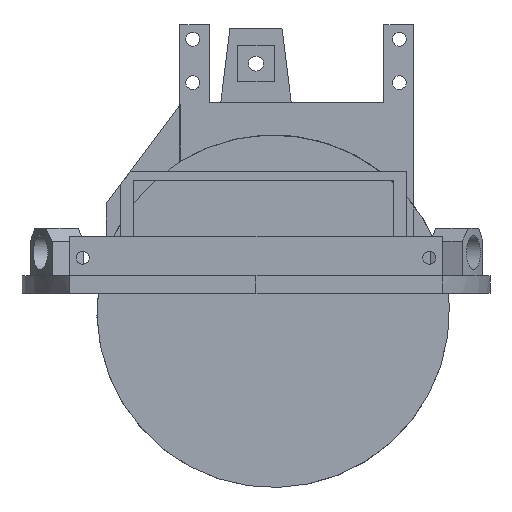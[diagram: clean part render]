
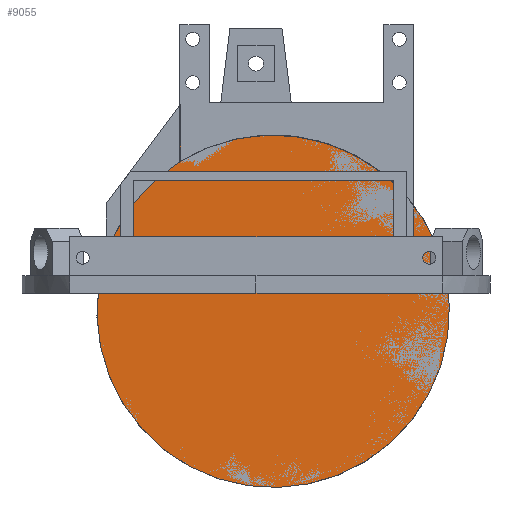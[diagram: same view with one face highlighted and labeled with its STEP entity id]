
A CAD part, front view. The second image highlights one B-rep face of the part: STEP entity #9055.
In plain terms, the highlighted face is planar.
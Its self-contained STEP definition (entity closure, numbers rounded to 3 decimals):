
#6485 = PLANE('',#6486);
#6486 = AXIS2_PLACEMENT_3D('',#6487,#6488,#6489);
#6487 = CARTESIAN_POINT('',(10.,0.,46.4));
#6488 = DIRECTION('',(1.,0.,0.));
#6489 = DIRECTION('',(0.,0.,-1.));
#6934 = CYLINDRICAL_SURFACE('',#6935,40.678);
#6935 = AXIS2_PLACEMENT_3D('',#6936,#6937,#6938);
#6936 = CARTESIAN_POINT('',(10.,-32.438,-19.764));
#6937 = DIRECTION('',(1.,-0.,0.));
#6938 = DIRECTION('',(0.,0.,1.));
#7319 = VERTEX_POINT('',#7320);
#7320 = CARTESIAN_POINT('',(10.,-54.,27.733));
#7341 = EDGE_CURVE('',#7319,#7342,#7344,.T.);
#7342 = VERTEX_POINT('',#7343);
#7343 = CARTESIAN_POINT('',(10.,-53.8,28.));
#7344 = SURFACE_CURVE('',#7345,(#7349,#7356),.PCURVE_S1.);
#7345 = LINE('',#7346,#7347);
#7346 = CARTESIAN_POINT('',(10.,-71.,5.));
#7347 = VECTOR('',#7348,1.);
#7348 = DIRECTION('',(0.,0.599,0.801));
#7349 = PCURVE('',#6485,#7350);
#7350 = DEFINITIONAL_REPRESENTATION('',(#7351),#7355);
#7351 = LINE('',#7352,#7353);
#7352 = CARTESIAN_POINT('',(41.4,-71.));
#7353 = VECTOR('',#7354,1.);
#7354 = DIRECTION('',(-0.801,0.599));
#7355 = ( GEOMETRIC_REPRESENTATION_CONTEXT(2) 
PARAMETRIC_REPRESENTATION_CONTEXT() REPRESENTATION_CONTEXT('2D SPACE',''
  ) );
#7356 = PCURVE('',#7357,#7362);
#7357 = PLANE('',#7358);
#7358 = AXIS2_PLACEMENT_3D('',#7359,#7360,#7361);
#7359 = CARTESIAN_POINT('',(10.,0.,46.4));
#7360 = DIRECTION('',(1.,0.,0.));
#7361 = DIRECTION('',(0.,0.,-1.));
#7362 = DEFINITIONAL_REPRESENTATION('',(#7363),#7367);
#7363 = LINE('',#7364,#7365);
#7364 = CARTESIAN_POINT('',(41.4,-71.));
#7365 = VECTOR('',#7366,1.);
#7366 = DIRECTION('',(-0.801,0.599));
#7367 = ( GEOMETRIC_REPRESENTATION_CONTEXT(2) 
PARAMETRIC_REPRESENTATION_CONTEXT() REPRESENTATION_CONTEXT('2D SPACE',''
  ) );
#7369 = EDGE_CURVE('',#7342,#7370,#7372,.T.);
#7370 = VERTEX_POINT('',#7371);
#7371 = CARTESIAN_POINT('',(10.,-53.8,14.854));
#7372 = SURFACE_CURVE('',#7373,(#7377,#7384),.PCURVE_S1.);
#7373 = LINE('',#7374,#7375);
#7374 = CARTESIAN_POINT('',(10.,-53.8,28.));
#7375 = VECTOR('',#7376,1.);
#7376 = DIRECTION('',(0.,0.,-1.));
#7377 = PCURVE('',#6485,#7378);
#7378 = DEFINITIONAL_REPRESENTATION('',(#7379),#7383);
#7379 = LINE('',#7380,#7381);
#7380 = CARTESIAN_POINT('',(18.4,-53.8));
#7381 = VECTOR('',#7382,1.);
#7382 = DIRECTION('',(1.,0.));
#7383 = ( GEOMETRIC_REPRESENTATION_CONTEXT(2) 
PARAMETRIC_REPRESENTATION_CONTEXT() REPRESENTATION_CONTEXT('2D SPACE',''
  ) );
#7384 = PCURVE('',#7357,#7385);
#7385 = DEFINITIONAL_REPRESENTATION('',(#7386),#7390);
#7386 = LINE('',#7387,#7388);
#7387 = CARTESIAN_POINT('',(18.4,-53.8));
#7388 = VECTOR('',#7389,1.);
#7389 = DIRECTION('',(1.,0.));
#7390 = ( GEOMETRIC_REPRESENTATION_CONTEXT(2) 
PARAMETRIC_REPRESENTATION_CONTEXT() REPRESENTATION_CONTEXT('2D SPACE',''
  ) );
#8289 = VERTEX_POINT('',#8290);
#8290 = CARTESIAN_POINT('',(10.,-54.,14.73));
#8305 = PLANE('',#8306);
#8306 = AXIS2_PLACEMENT_3D('',#8307,#8308,#8309);
#8307 = CARTESIAN_POINT('',(10.,-60.515,4.63));
#8308 = DIRECTION('',(-1.,0.,0.));
#8309 = DIRECTION('',(0.,0.,-1.));
#8321 = EDGE_CURVE('',#8289,#7370,#8322,.T.);
#8322 = SURFACE_CURVE('',#8323,(#8328,#8335),.PCURVE_S1.);
#8323 = CIRCLE('',#8324,40.678);
#8324 = AXIS2_PLACEMENT_3D('',#8325,#8326,#8327);
#8325 = CARTESIAN_POINT('',(10.,-32.438,-19.764));
#8326 = DIRECTION('',(1.,0.,0.));
#8327 = DIRECTION('',(0.,0.,1.));
#8328 = PCURVE('',#6934,#8329);
#8329 = DEFINITIONAL_REPRESENTATION('',(#8330),#8334);
#8330 = LINE('',#8331,#8332);
#8331 = CARTESIAN_POINT('',(0.,0.));
#8332 = VECTOR('',#8333,1.);
#8333 = DIRECTION('',(1.,0.));
#8334 = ( GEOMETRIC_REPRESENTATION_CONTEXT(2) 
PARAMETRIC_REPRESENTATION_CONTEXT() REPRESENTATION_CONTEXT('2D SPACE',''
  ) );
#8335 = PCURVE('',#7357,#8336);
#8336 = DEFINITIONAL_REPRESENTATION('',(#8337),#8341);
#8337 = CIRCLE('',#8338,40.678);
#8338 = AXIS2_PLACEMENT_2D('',#8339,#8340);
#8339 = CARTESIAN_POINT('',(66.164,-32.438));
#8340 = DIRECTION('',(-1.,0.));
#8341 = ( GEOMETRIC_REPRESENTATION_CONTEXT(2) 
PARAMETRIC_REPRESENTATION_CONTEXT() REPRESENTATION_CONTEXT('2D SPACE',''
  ) );
#9055 = ADVANCED_FACE('',(#9056),#7357,.T.);
#9056 = FACE_BOUND('',#9057,.T.);
#9057 = EDGE_LOOP('',(#9058,#9059,#9080,#9081));
#9058 = ORIENTED_EDGE('',*,*,#7341,.F.);
#9059 = ORIENTED_EDGE('',*,*,#9060,.T.);
#9060 = EDGE_CURVE('',#7319,#8289,#9061,.T.);
#9061 = SURFACE_CURVE('',#9062,(#9066,#9073),.PCURVE_S1.);
#9062 = LINE('',#9063,#9064);
#9063 = CARTESIAN_POINT('',(10.,-54.,46.4));
#9064 = VECTOR('',#9065,1.);
#9065 = DIRECTION('',(0.,0.,-1.));
#9066 = PCURVE('',#7357,#9067);
#9067 = DEFINITIONAL_REPRESENTATION('',(#9068),#9072);
#9068 = LINE('',#9069,#9070);
#9069 = CARTESIAN_POINT('',(0.,-54.));
#9070 = VECTOR('',#9071,1.);
#9071 = DIRECTION('',(1.,0.));
#9072 = ( GEOMETRIC_REPRESENTATION_CONTEXT(2) 
PARAMETRIC_REPRESENTATION_CONTEXT() REPRESENTATION_CONTEXT('2D SPACE',''
  ) );
#9073 = PCURVE('',#8305,#9074);
#9074 = DEFINITIONAL_REPRESENTATION('',(#9075),#9079);
#9075 = LINE('',#9076,#9077);
#9076 = CARTESIAN_POINT('',(-41.77,-6.515));
#9077 = VECTOR('',#9078,1.);
#9078 = DIRECTION('',(1.,0.));
#9079 = ( GEOMETRIC_REPRESENTATION_CONTEXT(2) 
PARAMETRIC_REPRESENTATION_CONTEXT() REPRESENTATION_CONTEXT('2D SPACE',''
  ) );
#9080 = ORIENTED_EDGE('',*,*,#8321,.F.);
#9081 = ORIENTED_EDGE('',*,*,#7369,.F.);
